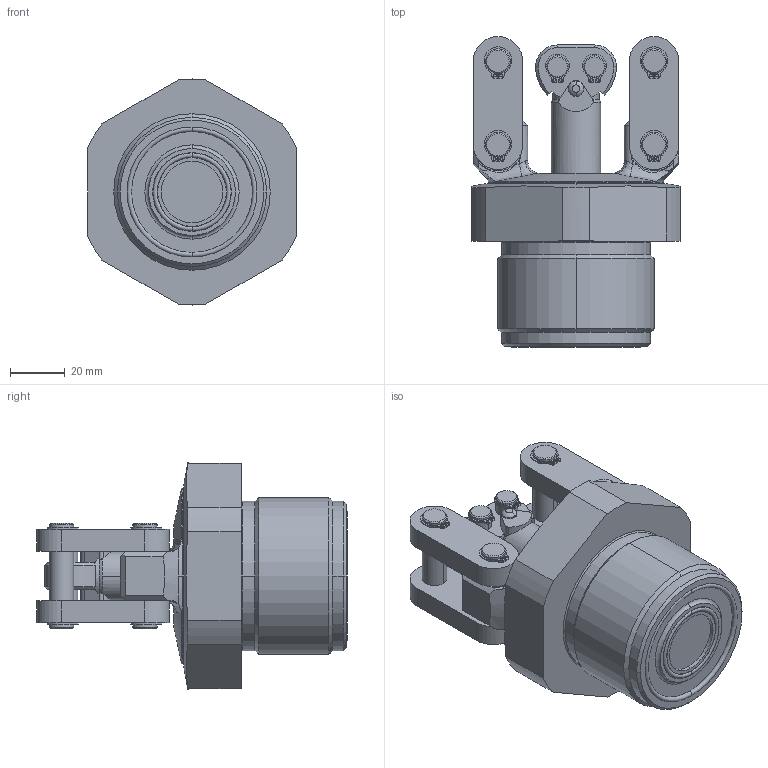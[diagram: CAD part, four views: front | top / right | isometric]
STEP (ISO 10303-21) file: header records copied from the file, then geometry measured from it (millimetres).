
FILE_DESCRIPTION((''),'2;1');
FILE_NAME('ILC16422220','2020-07-09T',('athomsen'),(''),'PRO/ENGINEER BY PARAMETRIC TECHNOLOGY CORPORATION, 2013320','PRO/ENGINEER BY PARAMETRIC TECHNOLOGY CORPORATION, 2013320','');
FILE_SCHEMA(('AUTOMOTIVE_DESIGN { 1 0 10303 214 1 1 1 1 }'));
Length unit declared in the file: inch
Products named in the file (3): ILC164222_0_BODY; ILC16322220_LUG; ILC16422220
Assembly tree (2 placements, depth 2):
  ILC16422220
    ILC164222_0_BODY
    ILC16322220_LUG
Bounding box: 76 x 113.48 x 82.55 mm (x, y, z)
Volume: 262410.2 mm3; surface area: 51441.2 mm2
Topology: 4 solids, 6 shells, 526 faces, 1343 edges, 859 vertices
Faces by surface type: cylinder 253, plane 183, cone 52, torus 24, bspline 8, sphere 6
Entity records: 21270 total; most frequent: CARTESIAN_POINT 3804, DIRECTION 2963, ORIENTED_EDGE 2686, PRESENTATION_STYLE_ASSIGNMENT 1347, STYLED_ITEM 1347, CURVE_STYLE 1343, EDGE_CURVE 1343, AXIS2_PLACEMENT_3D 1187
